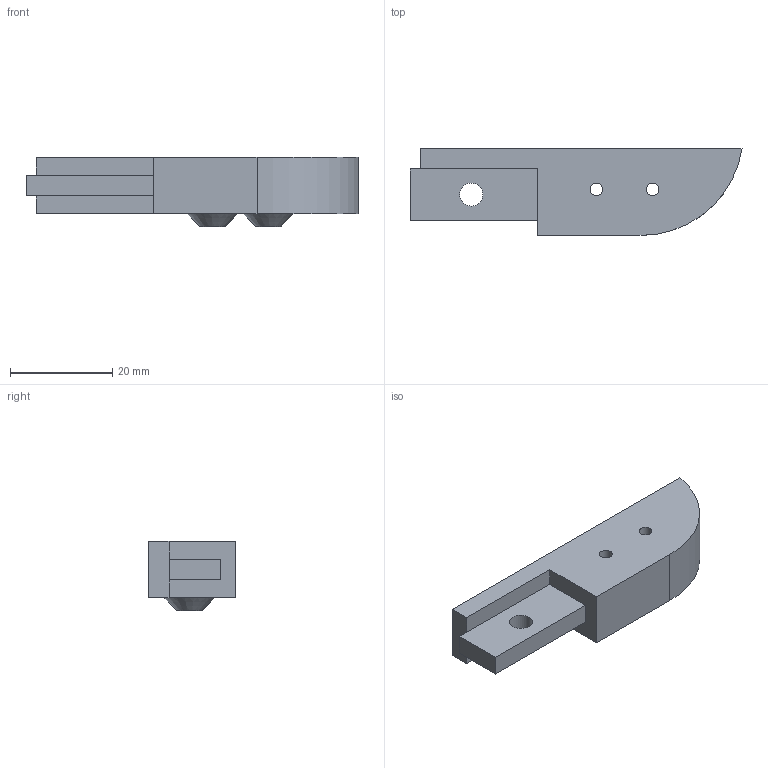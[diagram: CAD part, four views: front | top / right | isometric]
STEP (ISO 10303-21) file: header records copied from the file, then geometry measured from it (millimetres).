
FILE_DESCRIPTION (( 'STEP AP203' ), '1' );
FILE_NAME ('lower_jaw.STEP', '2017-07-10T13:16:47', ( '' ), ( '' ), 'SwSTEP 2.0', 'SolidWorks 2017', '' );
FILE_SCHEMA (( 'CONFIG_CONTROL_DESIGN' ));
Length unit declared in the file: millimetre
Products named in the file (1): lower_jaw
Bounding box: 65 x 17 x 13.54 mm (x, y, z)
Volume: 8650.2 mm3; surface area: 3836.5 mm2
Topology: 1 solids, 1 shells, 21 faces, 51 edges, 34 vertices
Faces by surface type: plane 15, cylinder 4, cone 2
Full cylindrical faces by diameter (mm): 2.5 x2, 4.5 x1
Entity records: 663 total; most frequent: DIRECTION 100, CARTESIAN_POINT 98, ORIENTED_EDGE 88, EDGE_CURVE 44, AXIS2_PLACEMENT_3D 34, EDGE_LOOP 34, VERTEX_POINT 32, LINE 32
